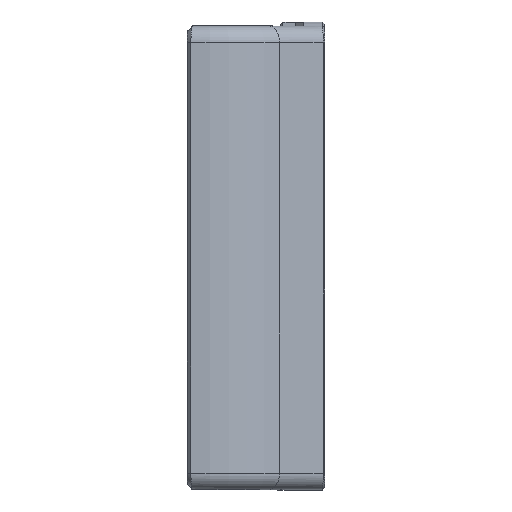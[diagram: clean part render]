
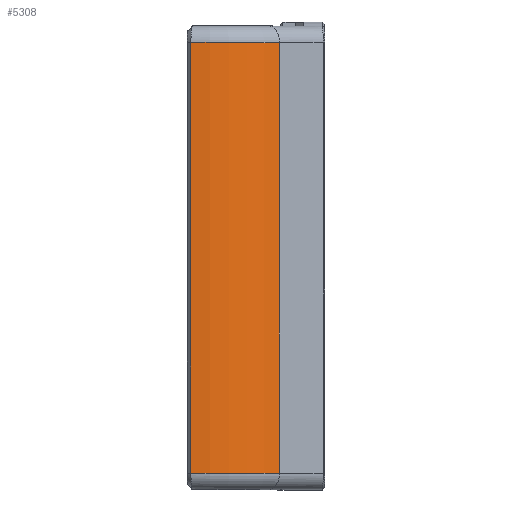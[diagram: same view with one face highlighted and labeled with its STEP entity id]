
A CAD part, top view. The second image highlights one B-rep face of the part: STEP entity #5308.
In plain terms, the highlighted cylindrical face has radius 22.996 mm (diameter 45.992 mm), a partial arc.
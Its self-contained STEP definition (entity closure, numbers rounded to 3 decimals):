
#166=CYLINDRICAL_SURFACE('',#5701,22.996);
#386=FACE_OUTER_BOUND('',#716,.T.);
#716=EDGE_LOOP('',(#4064,#4065,#4066,#4067));
#1004=CIRCLE('',#5698,22.996);
#1007=CIRCLE('',#5702,22.996);
#1394=LINE('',#8289,#1909);
#1411=LINE('',#8554,#1926);
#1909=VECTOR('',#6625,10.);
#1926=VECTOR('',#6660,10.);
#2404=VERTEX_POINT('',#8282);
#2407=VERTEX_POINT('',#8287);
#2428=VERTEX_POINT('',#8546);
#2430=VERTEX_POINT('',#8552);
#2984=EDGE_CURVE('',#2407,#2404,#1394,.T.);
#3017=EDGE_CURVE('',#2404,#2428,#1004,.T.);
#3020=EDGE_CURVE('',#2430,#2407,#1007,.T.);
#3021=EDGE_CURVE('',#2430,#2428,#1411,.T.);
#4064=ORIENTED_EDGE('',*,*,#2984,.F.);
#4065=ORIENTED_EDGE('',*,*,#3020,.F.);
#4066=ORIENTED_EDGE('',*,*,#3021,.T.);
#4067=ORIENTED_EDGE('',*,*,#3017,.F.);
#5308=ADVANCED_FACE('',(#386),#166,.T.);
#5698=AXIS2_PLACEMENT_3D('',#8547,#6650,#6651);
#5701=AXIS2_PLACEMENT_3D('',#8551,#6656,#6657);
#5702=AXIS2_PLACEMENT_3D('',#8553,#6658,#6659);
#6625=DIRECTION('',(0.,1.,0.));
#6650=DIRECTION('center_axis',(0.,1.,0.));
#6651=DIRECTION('ref_axis',(0.301,0.,0.954));
#6656=DIRECTION('center_axis',(0.,1.,0.));
#6657=DIRECTION('ref_axis',(-0.087,0.,0.996));
#6658=DIRECTION('center_axis',(0.,-1.,0.));
#6659=DIRECTION('ref_axis',(0.301,0.,0.954));
#6660=DIRECTION('',(0.,1.,0.));
#8282=CARTESIAN_POINT('',(89.648,-10.862,221.975));
#8287=CARTESIAN_POINT('',(89.648,-88.862,221.975));
#8289=CARTESIAN_POINT('',(89.648,-89.862,221.975));
#8546=CARTESIAN_POINT('',(105.686,-10.862,216.629));
#8547=CARTESIAN_POINT('Origin',(90.904,-10.862,199.013));
#8551=CARTESIAN_POINT('Origin',(90.904,-89.862,199.013));
#8552=CARTESIAN_POINT('',(105.686,-88.862,216.629));
#8553=CARTESIAN_POINT('Origin',(90.904,-88.862,199.013));
#8554=CARTESIAN_POINT('',(105.686,-89.862,216.629));
